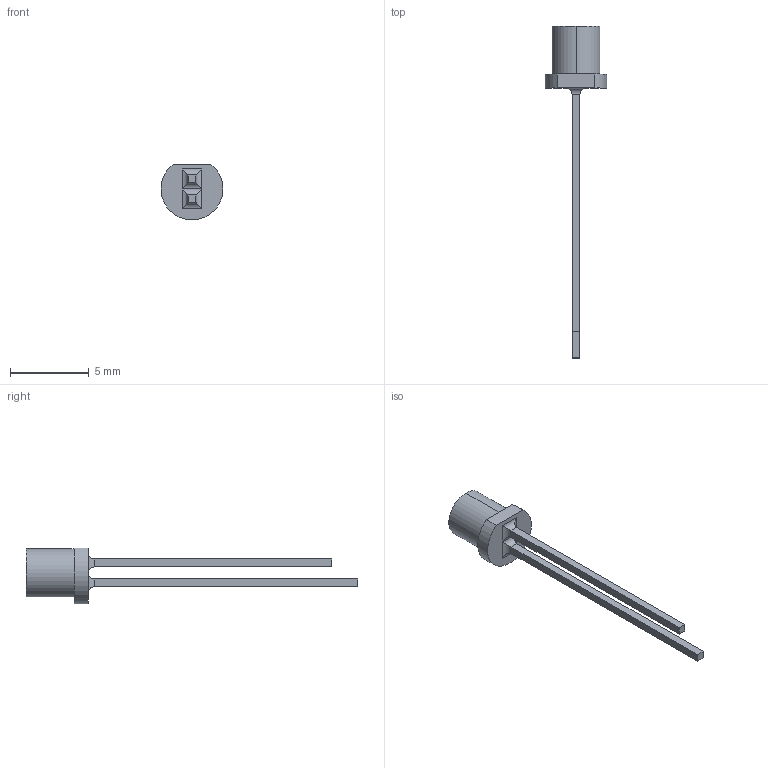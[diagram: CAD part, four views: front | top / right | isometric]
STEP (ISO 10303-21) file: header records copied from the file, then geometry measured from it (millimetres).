
FILE_DESCRIPTION (( 'STEP AP214' ), '1' );
FILE_NAME ('OP165W.STEP', '2018-03-28T18:38:07', ( '' ), ( '' ), 'SwSTEP 2.0', 'SolidWorks 2015', '' );
FILE_SCHEMA (( 'AUTOMOTIVE_DESIGN' ));
Length unit declared in the file: inch
Products named in the file (1): OP165W
Bounding box: 3.93 x 21.08 x 3.54 mm (x, y, z)
Volume: 41.1 mm3; surface area: 128.9 mm2
Topology: 1 solids, 1 shells, 25 faces, 51 edges, 30 vertices
Faces by surface type: plane 14, cylinder 11
Entity records: 1000 total; most frequent: CARTESIAN_POINT 131, ORIENTED_EDGE 102, DIRECTION 101, EDGE_CURVE 51, VECTOR 37, LINE 37, AXIS2_PLACEMENT_3D 32, VERTEX_POINT 30
